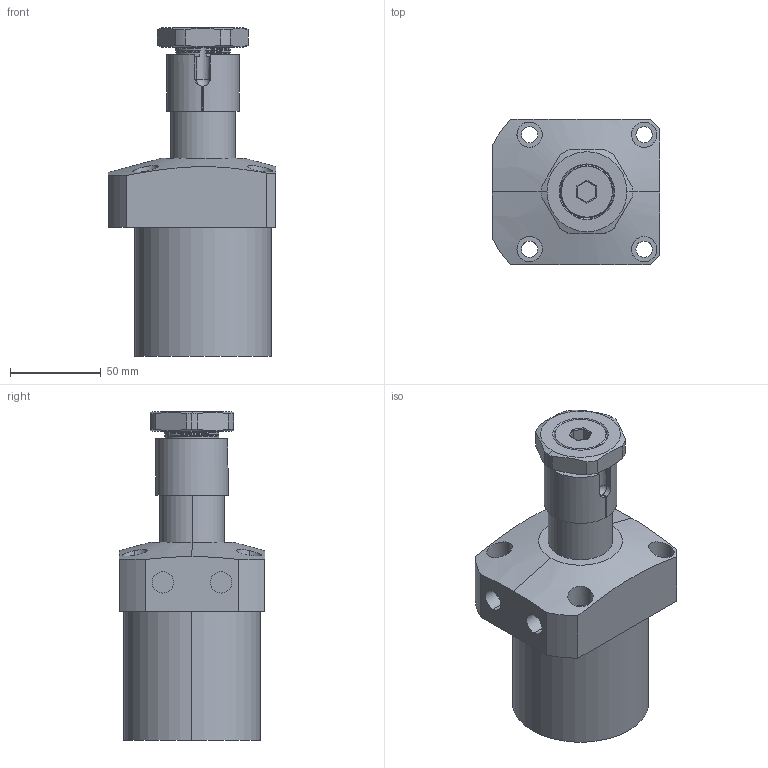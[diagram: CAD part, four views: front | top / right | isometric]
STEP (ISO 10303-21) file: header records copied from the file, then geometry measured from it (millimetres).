
FILE_DESCRIPTION (( 'STEP AP203' ), '1' );
FILE_NAME ('CHA-075SRX90.STEP', '2019-05-24T12:35:46', ( '' ), ( '' ), 'SwSTEP 2.0', 'SolidWorks 2017', '' );
FILE_SCHEMA (( 'CONFIG_CONTROL_DESIGN' ));
Length unit declared in the file: millimetre
Products named in the file (5): CHA-075S活塞杆; CHA-075SRX90; CHA-075S袪杶; CHA-075蹟譫; CHA-075掛极
Assembly tree (4 placements, depth 2):
  CHA-075SRX90
    CHA-075掛极
    CHA-075S袪杶
    CHA-075S活塞杆
    CHA-075蹟譫
Bounding box: 92 x 80 x 181 mm (x, y, z)
Volume: 563293 mm3; surface area: 92361.9 mm2
Topology: 4 solids, 4 shells, 179 faces, 467 edges, 306 vertices
Faces by surface type: cylinder 96, plane 46, bspline 20, cone 16, torus 1
Entity records: 12938 total; most frequent: CARTESIAN_POINT 8426, ORIENTED_EDGE 932, DIRECTION 736, EDGE_CURVE 466, VERTEX_POINT 306, AXIS2_PLACEMENT_3D 287, EDGE_LOOP 200, FACE_OUTER_BOUND 179
